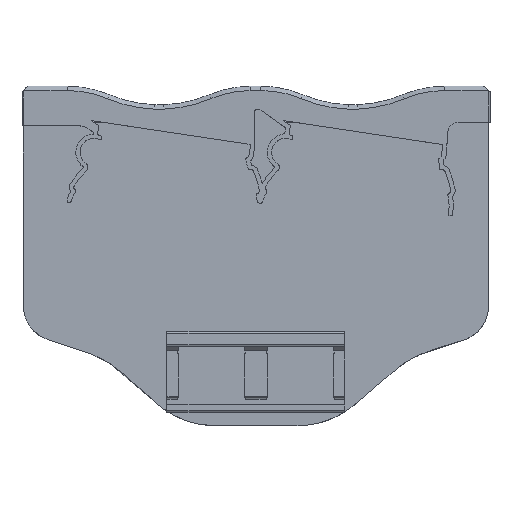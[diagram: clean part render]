
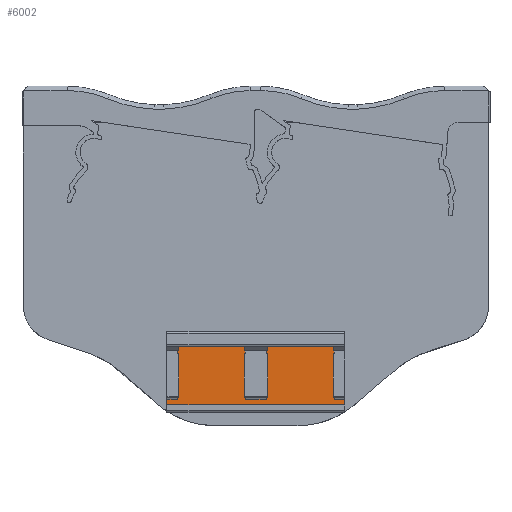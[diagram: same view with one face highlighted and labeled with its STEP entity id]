
A CAD part, top view. The second image highlights one B-rep face of the part: STEP entity #6002.
In plain terms, the highlighted planar face has unit normal (0, 0, 1).
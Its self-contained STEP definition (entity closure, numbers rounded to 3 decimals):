
#870=FACE_OUTER_BOUND('',#1197,.T.);
#1197=EDGE_LOOP('',(#5484,#5485,#5486,#5487,#5488,#5489,#5490,#5491,#5492,
#5493,#5494,#5495));
#1595=LINE('',#11450,#2133);
#1608=LINE('',#11479,#2146);
#1625=LINE('',#11525,#2163);
#1630=LINE('',#11535,#2168);
#1658=LINE('',#11596,#2196);
#1673=LINE('',#11634,#2211);
#1692=LINE('',#11673,#2230);
#1697=LINE('',#11683,#2235);
#1726=LINE('',#11753,#2264);
#1729=LINE('',#11761,#2267);
#1733=LINE('',#11770,#2271);
#1737=LINE('',#11779,#2275);
#2133=VECTOR('',#8046,10.);
#2146=VECTOR('',#8065,10.);
#2163=VECTOR('',#8100,10.);
#2168=VECTOR('',#8109,14.41);
#2196=VECTOR('',#8171,14.41);
#2211=VECTOR('',#8206,10.);
#2230=VECTOR('',#8233,10.);
#2235=VECTOR('',#8242,14.41);
#2264=VECTOR('',#8307,10.);
#2267=VECTOR('',#8316,14.41);
#2271=VECTOR('',#8326,14.41);
#2275=VECTOR('',#8338,14.41);
#2749=VERTEX_POINT('',#11448);
#2750=VERTEX_POINT('',#11449);
#2762=VERTEX_POINT('',#11477);
#2763=VERTEX_POINT('',#11478);
#2782=VERTEX_POINT('',#11522);
#2783=VERTEX_POINT('',#11524);
#2814=VERTEX_POINT('',#11632);
#2815=VERTEX_POINT('',#11633);
#2830=VERTEX_POINT('',#11670);
#2831=VERTEX_POINT('',#11672);
#2856=VERTEX_POINT('',#11750);
#2857=VERTEX_POINT('',#11752);
#3580=EDGE_CURVE('',#2749,#2750,#1595,.T.);
#3594=EDGE_CURVE('',#2762,#2763,#1608,.T.);
#3618=EDGE_CURVE('',#2783,#2782,#1625,.T.);
#3624=EDGE_CURVE('',#2782,#2749,#1630,.T.);
#3655=EDGE_CURVE('',#2783,#2762,#1658,.T.);
#3672=EDGE_CURVE('',#2814,#2815,#1673,.T.);
#3692=EDGE_CURVE('',#2831,#2830,#1692,.T.);
#3698=EDGE_CURVE('',#2830,#2814,#1697,.T.);
#3733=EDGE_CURVE('',#2856,#2857,#1726,.T.);
#3738=EDGE_CURVE('',#2856,#2763,#1729,.T.);
#3743=EDGE_CURVE('',#2857,#2815,#1733,.T.);
#3748=EDGE_CURVE('',#2831,#2750,#1737,.T.);
#5484=ORIENTED_EDGE('',*,*,#3733,.F.);
#5485=ORIENTED_EDGE('',*,*,#3738,.T.);
#5486=ORIENTED_EDGE('',*,*,#3594,.F.);
#5487=ORIENTED_EDGE('',*,*,#3655,.F.);
#5488=ORIENTED_EDGE('',*,*,#3618,.T.);
#5489=ORIENTED_EDGE('',*,*,#3624,.T.);
#5490=ORIENTED_EDGE('',*,*,#3580,.T.);
#5491=ORIENTED_EDGE('',*,*,#3748,.F.);
#5492=ORIENTED_EDGE('',*,*,#3692,.T.);
#5493=ORIENTED_EDGE('',*,*,#3698,.T.);
#5494=ORIENTED_EDGE('',*,*,#3672,.T.);
#5495=ORIENTED_EDGE('',*,*,#3743,.F.);
#5687=PLANE('',#6619);
#6002=ADVANCED_FACE('',(#870),#5687,.T.);
#6619=AXIS2_PLACEMENT_3D('',#11783,#8344,#8345);
#8046=DIRECTION('',(0.,-1.,0.));
#8065=DIRECTION('',(0.,-1.,0.));
#8100=DIRECTION('',(0.,1.,0.));
#8109=DIRECTION('',(-1.,0.,0.));
#8171=DIRECTION('',(1.,0.,0.));
#8206=DIRECTION('',(0.,-1.,0.));
#8233=DIRECTION('',(0.,1.,0.));
#8242=DIRECTION('',(-1.,0.,0.));
#8307=DIRECTION('',(0.,1.,0.));
#8316=DIRECTION('',(1.,0.,0.));
#8326=DIRECTION('',(1.,0.,0.));
#8338=DIRECTION('',(1.,0.,0.));
#8344=DIRECTION('center_axis',(0.,0.,
1.));
#8345=DIRECTION('ref_axis',(1.,0.,0.));
#11448=CARTESIAN_POINT('',(-10.863,-34.368,-1.129));
#11449=CARTESIAN_POINT('',(-10.863,-51.018,-1.129));
#11450=CARTESIAN_POINT('',(-10.863,-34.997,-1.129));
#11477=CARTESIAN_POINT('',(10.968,-51.018,-1.129));
#11478=CARTESIAN_POINT('',(10.968,-52.618,-1.129));
#11479=CARTESIAN_POINT('',(10.968,-38.93,-1.129));
#11522=CARTESIAN_POINT('',(8.086,-34.368,-1.129));
#11524=CARTESIAN_POINT('',(8.086,-51.018,-1.129));
#11525=CARTESIAN_POINT('',(8.086,-36.368,-1.129));
#11535=CARTESIAN_POINT('',(16.156,-34.368,-1.129));
#11596=CARTESIAN_POINT('',(-11.115,-51.018,-1.129));
#11632=CARTESIAN_POINT('',(-35.576,-34.368,-1.129));
#11633=CARTESIAN_POINT('',(-35.576,-51.018,-1.129));
#11634=CARTESIAN_POINT('',(-35.576,-34.997,-1.129));
#11670=CARTESIAN_POINT('',(-16.627,-34.368,-1.129));
#11672=CARTESIAN_POINT('',(-16.627,-51.018,-1.129));
#11673=CARTESIAN_POINT('',(-16.627,-36.368,-1.129));
#11683=CARTESIAN_POINT('',(-8.557,-34.368,-1.129));
#11750=CARTESIAN_POINT('',(-38.458,-52.618,-1.129));
#11752=CARTESIAN_POINT('',(-38.458,-51.018,-1.129));
#11753=CARTESIAN_POINT('',(-38.458,-38.93,-1.129));
#11761=CARTESIAN_POINT('',(-59.785,-52.618,-1.129));
#11770=CARTESIAN_POINT('',(-48.185,-51.018,-1.129));
#11779=CARTESIAN_POINT('',(-35.828,-51.018,-1.129));
#11783=CARTESIAN_POINT('Origin',(-57.911,-34.368,-1.129));
